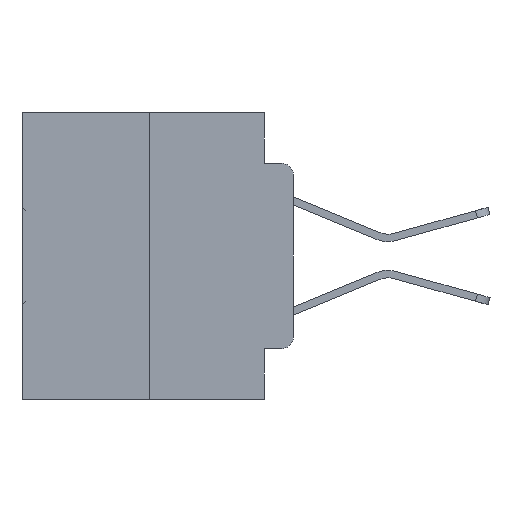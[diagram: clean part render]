
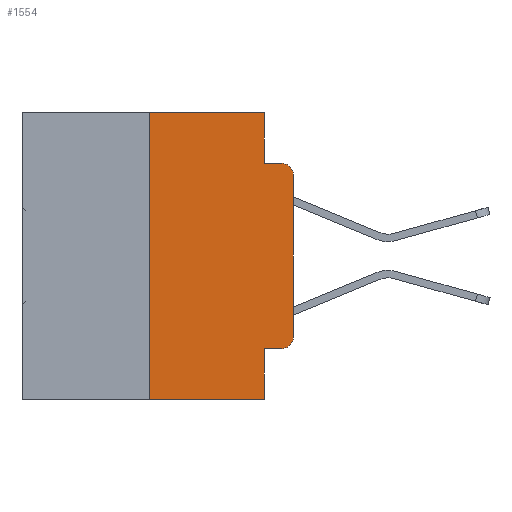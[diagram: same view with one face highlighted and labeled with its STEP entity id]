
A CAD part, left-side view. The second image highlights one B-rep face of the part: STEP entity #1554.
In plain terms, the highlighted planar face has unit normal (-1, 0, 0).
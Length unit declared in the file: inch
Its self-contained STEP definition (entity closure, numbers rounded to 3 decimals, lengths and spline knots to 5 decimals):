
#152 = DIRECTION ( 'NONE',  ( 1., 0., 0. ) ) ;
#520 = DIRECTION ( 'NONE',  ( 0., -1., 0. ) ) ;
#626 = VECTOR ( 'NONE', #25620, 39.37008 ) ;
#1025 = VECTOR ( 'NONE', #520, 39.37008 ) ;
#1242 = VERTEX_POINT ( 'NONE', #19246 ) ;
#1405 = CARTESIAN_POINT ( 'NONE',  ( 0., 0.02, -0.3915 ) ) ;
#1554 = ADVANCED_FACE ( 'NONE', ( #15700 ), #20556, .F. ) ;
#1706 = CIRCLE ( 'NONE', #6541, 0.02 ) ;
#1861 = LINE ( 'NONE', #7641, #1025 ) ;
#2584 = CARTESIAN_POINT ( 'NONE',  ( 0., 0.25, -0.5 ) ) ;
#2910 = ORIENTED_EDGE ( 'NONE', *, *, #25153, .F. ) ;
#3244 = VECTOR ( 'NONE', #4965, 39.37008 ) ;
#3749 = DIRECTION ( 'NONE',  ( 0., -1., 0. ) ) ;
#4257 = DIRECTION ( 'NONE',  ( 0., 0., -1. ) ) ;
#4719 = CARTESIAN_POINT ( 'NONE',  ( 0., 0.051, -0.0885 ) ) ;
#4856 = EDGE_CURVE ( 'NONE', #10764, #24661, #15579, .T. ) ;
#4965 = DIRECTION ( 'NONE',  ( 0., -1., 0. ) ) ;
#5070 = ORIENTED_EDGE ( 'NONE', *, *, #26606, .T. ) ;
#5381 = VERTEX_POINT ( 'NONE', #28273 ) ;
#6541 = AXIS2_PLACEMENT_3D ( 'NONE', #24157, #8946, #14191 ) ;
#6793 = ORIENTED_EDGE ( 'NONE', *, *, #12499, .F. ) ;
#7641 = CARTESIAN_POINT ( 'NONE',  ( 0., 0.473, -0.5 ) ) ;
#8336 = VERTEX_POINT ( 'NONE', #4719 ) ;
#8946 = DIRECTION ( 'NONE',  ( -1., 0., 0. ) ) ;
#9227 = CARTESIAN_POINT ( 'NONE',  ( 0., 0.051, 0. ) ) ;
#9849 = EDGE_CURVE ( 'NONE', #21995, #25727, #1706, .T. ) ;
#9879 = CARTESIAN_POINT ( 'NONE',  ( 0., 0.051, -0.5 ) ) ;
#9949 = DIRECTION ( 'NONE',  ( 0., 0., 1. ) ) ;
#10620 = VECTOR ( 'NONE', #13786, 39.37008 ) ;
#10764 = VERTEX_POINT ( 'NONE', #19076 ) ;
#12264 = VECTOR ( 'NONE', #9949, 39.37008 ) ;
#12499 = EDGE_CURVE ( 'NONE', #8336, #25727, #30496, .T. ) ;
#13725 = CARTESIAN_POINT ( 'NONE',  ( 0., 0.051, -0.4115 ) ) ;
#13786 = DIRECTION ( 'NONE',  ( 0., -1., 0. ) ) ;
#14191 = DIRECTION ( 'NONE',  ( 0., 0., -1. ) ) ;
#15011 = VERTEX_POINT ( 'NONE', #2584 ) ;
#15579 = LINE ( 'NONE', #9227, #27506 ) ;
#15700 = FACE_OUTER_BOUND ( 'NONE', #15969, .T. ) ;
#15951 = LINE ( 'NONE', #22587, #3244 ) ;
#15969 = EDGE_LOOP ( 'NONE', ( #25484, #23104, #6793, #22297, #24516, #2910, #5070, #20630, #26063, #29937 ) ) ;
#16524 = VERTEX_POINT ( 'NONE', #23335 ) ;
#17916 = AXIS2_PLACEMENT_3D ( 'NONE', #1405, #21691, #31880 ) ;
#18988 = LINE ( 'NONE', #22308, #12264 ) ;
#19076 = CARTESIAN_POINT ( 'NONE',  ( 0., 0.051, -0.4115 ) ) ;
#19246 = CARTESIAN_POINT ( 'NONE',  ( 0., 0.051, 0. ) ) ;
#19701 = VECTOR ( 'NONE', #30851, 39.37008 ) ;
#19789 = CARTESIAN_POINT ( 'NONE',  ( 0., 0.02, -0.0885 ) ) ;
#20192 = CARTESIAN_POINT ( 'NONE',  ( 0., 0.051, 0. ) ) ;
#20556 = PLANE ( 'NONE',  #26566 ) ;
#20630 = ORIENTED_EDGE ( 'NONE', *, *, #4856, .F. ) ;
#21388 = EDGE_CURVE ( 'NONE', #32256, #1242, #15951, .T. ) ;
#21691 = DIRECTION ( 'NONE',  ( -1., 0., 0. ) ) ;
#21995 = VERTEX_POINT ( 'NONE', #27314 ) ;
#22297 = ORIENTED_EDGE ( 'NONE', *, *, #26660, .F. ) ;
#22308 = CARTESIAN_POINT ( 'NONE',  ( 0., 0.25, 0. ) ) ;
#22462 = VECTOR ( 'NONE', #3749, 39.37008 ) ;
#22587 = CARTESIAN_POINT ( 'NONE',  ( 0., 0.473, 0. ) ) ;
#23104 = ORIENTED_EDGE ( 'NONE', *, *, #9849, .T. ) ;
#23244 = LINE ( 'NONE', #13725, #22462 ) ;
#23251 = LINE ( 'NONE', #28197, #19701 ) ;
#23335 = CARTESIAN_POINT ( 'NONE',  ( 0., 0., -0.3915 ) ) ;
#24157 = CARTESIAN_POINT ( 'NONE',  ( 0., 0.02, -0.1085 ) ) ;
#24516 = ORIENTED_EDGE ( 'NONE', *, *, #21388, .F. ) ;
#24661 = VERTEX_POINT ( 'NONE', #9879 ) ;
#25153 = EDGE_CURVE ( 'NONE', #15011, #32256, #18988, .T. ) ;
#25484 = ORIENTED_EDGE ( 'NONE', *, *, #32481, .T. ) ;
#25620 = DIRECTION ( 'NONE',  ( 0., 0., -1. ) ) ;
#25727 = VERTEX_POINT ( 'NONE', #19789 ) ;
#26063 = ORIENTED_EDGE ( 'NONE', *, *, #26895, .T. ) ;
#26566 = AXIS2_PLACEMENT_3D ( 'NONE', #28000, #152, #27893 ) ;
#26606 = EDGE_CURVE ( 'NONE', #15011, #24661, #1861, .T. ) ;
#26660 = EDGE_CURVE ( 'NONE', #1242, #8336, #32804, .T. ) ;
#26895 = EDGE_CURVE ( 'NONE', #10764, #5381, #23244, .T. ) ;
#27242 = CIRCLE ( 'NONE', #17916, 0.02 ) ;
#27314 = CARTESIAN_POINT ( 'NONE',  ( 0., 0., -0.1085 ) ) ;
#27506 = VECTOR ( 'NONE', #4257, 39.37008 ) ;
#27893 = DIRECTION ( 'NONE',  ( 0., 0., -1. ) ) ;
#28000 = CARTESIAN_POINT ( 'NONE',  ( 0., 0.473, 0. ) ) ;
#28197 = CARTESIAN_POINT ( 'NONE',  ( 0., 0., 0. ) ) ;
#28273 = CARTESIAN_POINT ( 'NONE',  ( 0., 0.02, -0.4115 ) ) ;
#29937 = ORIENTED_EDGE ( 'NONE', *, *, #31995, .T. ) ;
#30496 = LINE ( 'NONE', #31205, #10620 ) ;
#30851 = DIRECTION ( 'NONE',  ( 0., 0., 1. ) ) ;
#31205 = CARTESIAN_POINT ( 'NONE',  ( 0., 0.051, -0.0885 ) ) ;
#31880 = DIRECTION ( 'NONE',  ( 0., 0., -1. ) ) ;
#31995 = EDGE_CURVE ( 'NONE', #5381, #16524, #27242, .T. ) ;
#32114 = CARTESIAN_POINT ( 'NONE',  ( 0., 0.25, 0. ) ) ;
#32256 = VERTEX_POINT ( 'NONE', #32114 ) ;
#32481 = EDGE_CURVE ( 'NONE', #16524, #21995, #23251, .T. ) ;
#32804 = LINE ( 'NONE', #20192, #626 ) ;
